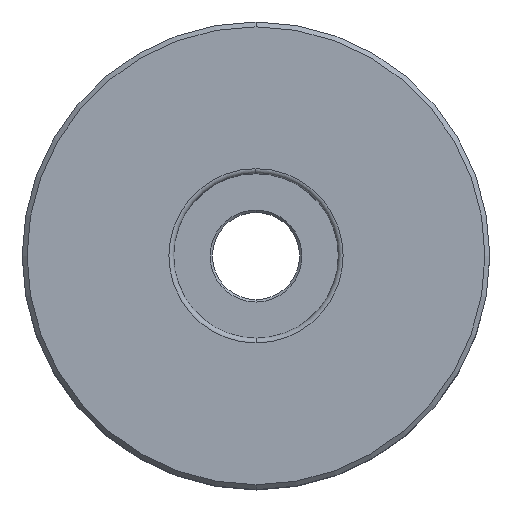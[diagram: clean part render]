
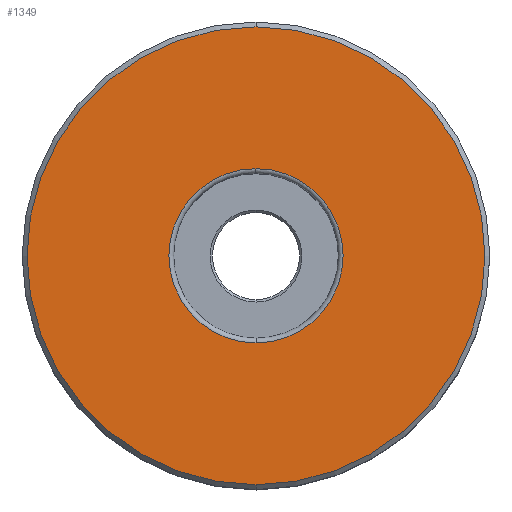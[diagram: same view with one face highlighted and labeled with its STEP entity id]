
A CAD part, top view. The second image highlights one B-rep face of the part: STEP entity #1349.
In plain terms, the highlighted planar face has unit normal (0, 0, 1).
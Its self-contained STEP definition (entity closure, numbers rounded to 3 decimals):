
#335=CARTESIAN_POINT('',(0.,0.,58.15));
#336=DIRECTION('',(0.,0.,1.));
#337=DIRECTION('',(0.,1.,0.));
#338=AXIS2_PLACEMENT_3D('',#335,#336,#337);
#340=CARTESIAN_POINT('',(0.,0.,58.15));
#341=DIRECTION('',(0.,0.,-1.));
#342=DIRECTION('',(0.,1.,0.));
#343=AXIS2_PLACEMENT_3D('',#340,#341,#342);
#345=CARTESIAN_POINT('',(0.,0.,58.15));
#346=DIRECTION('',(0.,0.,-1.));
#347=DIRECTION('',(0.,1.,0.));
#348=AXIS2_PLACEMENT_3D('',#345,#346,#347);
#350=CARTESIAN_POINT('',(0.,0.,58.15));
#351=DIRECTION('',(0.,0.,-1.));
#352=DIRECTION('',(0.,-1.,0.));
#353=AXIS2_PLACEMENT_3D('',#350,#351,#352);
#850=CARTESIAN_POINT('',(0.,47.3,58.15));
#851=VERTEX_POINT('',#850);
#852=CARTESIAN_POINT('',(0.,-47.3,58.15));
#853=VERTEX_POINT('',#852);
#969=CARTESIAN_POINT('',(0.,18.,58.15));
#970=CARTESIAN_POINT('',(0.,-18.,58.15));
#971=VERTEX_POINT('',#969);
#972=VERTEX_POINT('',#970);
#1334=CARTESIAN_POINT('',(0.,0.,58.15));
#1335=DIRECTION('',(0.,0.,-1.));
#1336=DIRECTION('',(0.,-1.,0.));
#1337=AXIS2_PLACEMENT_3D('',#1334,#1335,#1336);
#1338=PLANE('',#1337);
#1339=ORIENTED_EDGE('',*,*,#1313,.F.);
#1340=ORIENTED_EDGE('',*,*,#1329,.T.);
#1341=EDGE_LOOP('',(#1339,#1340));
#1342=FACE_OUTER_BOUND('',#1341,.F.);
#1344=ORIENTED_EDGE('',*,*,#1343,.F.);
#1346=ORIENTED_EDGE('',*,*,#1345,.F.);
#1347=EDGE_LOOP('',(#1344,#1346));
#1348=FACE_BOUND('',#1347,.F.);
#1349=ADVANCED_FACE('',(#1342,#1348),#1338,.F.);
#339=CIRCLE('',#338,47.3);
#344=CIRCLE('',#343,47.3);
#349=CIRCLE('',#348,18.);
#354=CIRCLE('',#353,18.);
#1313=EDGE_CURVE('',#851,#853,#339,.T.);
#1329=EDGE_CURVE('',#851,#853,#344,.T.);
#1343=EDGE_CURVE('',#971,#972,#349,.T.);
#1345=EDGE_CURVE('',#972,#971,#354,.T.);
